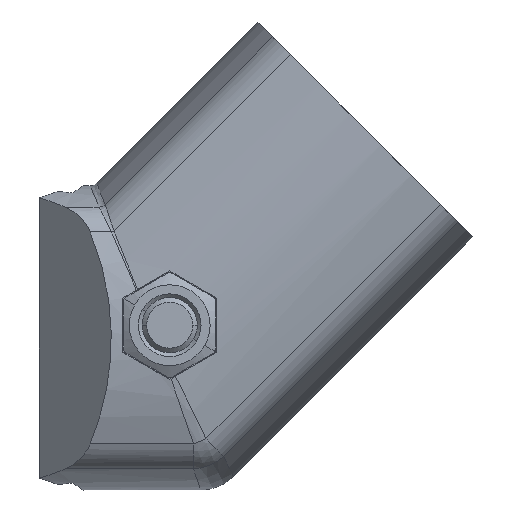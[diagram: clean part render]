
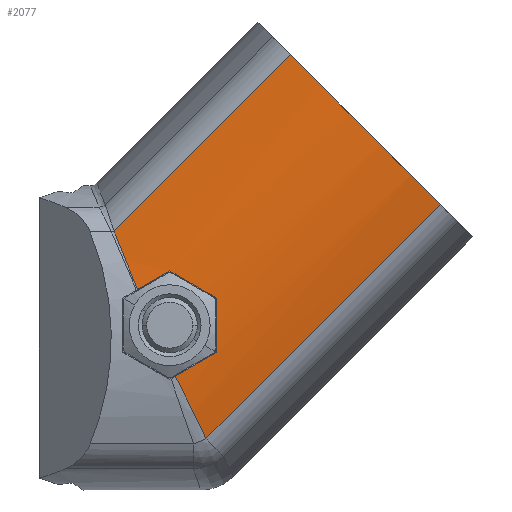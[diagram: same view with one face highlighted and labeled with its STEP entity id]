
A CAD part, front view. The second image highlights one B-rep face of the part: STEP entity #2077.
In plain terms, the highlighted cylindrical face has radius 30 mm (diameter 60 mm), a partial arc.
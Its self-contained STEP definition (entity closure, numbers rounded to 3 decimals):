
#52=ELLIPSE('',#2253,31.058,30.);
#53=ELLIPSE('',#2255,42.426,30.);
#88=B_SPLINE_CURVE_WITH_KNOTS('',3,(#3545,#3546,#3547,#3548,#3549),
 .UNSPECIFIED.,.F.,.F.,(4,1,4),(0.,2.593,5.173),
 .UNSPECIFIED.);
#89=B_SPLINE_CURVE_WITH_KNOTS('',3,(#3550,#3551,#3552,#3553,#3554,#3555),
 .UNSPECIFIED.,.F.,.F.,(4,1,1,4),(0.,2.597,5.212,
7.839),.UNSPECIFIED.);
#90=B_SPLINE_CURVE_WITH_KNOTS('',3,(#3559,#3560,#3561,#3562,#3563,#3564),
 .UNSPECIFIED.,.F.,.F.,(4,1,1,4),(0.,2.385,4.754,7.103),
 .UNSPECIFIED.);
#91=B_SPLINE_CURVE_WITH_KNOTS('',3,(#3565,#3566,#3567,#3568,#3569),
 .UNSPECIFIED.,.F.,.F.,(4,1,4),(0.,2.017,4.041),
 .UNSPECIFIED.);
#175=CYLINDRICAL_SURFACE('',#2254,30.);
#253=FACE_OUTER_BOUND('',#380,.T.);
#380=EDGE_LOOP('',(#1619,#1620,#1621,#1622,#1623,#1624,#1625,#1626,#1627));
#516=LINE('',#3423,#660);
#535=LINE('',#3557,#679);
#660=VECTOR('',#2591,35.972);
#679=VECTOR('',#2642,27.075);
#780=CIRCLE('',#2237,30.);
#904=VERTEX_POINT('',#3414);
#905=VERTEX_POINT('',#3416);
#907=VERTEX_POINT('',#3422);
#928=VERTEX_POINT('',#3536);
#929=VERTEX_POINT('',#3538);
#930=VERTEX_POINT('',#3542);
#931=VERTEX_POINT('',#3544);
#932=VERTEX_POINT('',#3556);
#933=VERTEX_POINT('',#3558);
#1148=EDGE_CURVE('',#904,#905,#780,.T.);
#1151=EDGE_CURVE('',#905,#907,#516,.T.);
#1182=EDGE_CURVE('',#928,#929,#52,.T.);
#1183=EDGE_CURVE('',#929,#930,#53,.T.);
#1184=EDGE_CURVE('',#931,#930,#88,.T.);
#1185=EDGE_CURVE('',#907,#931,#89,.T.);
#1186=EDGE_CURVE('',#904,#932,#535,.T.);
#1187=EDGE_CURVE('',#933,#932,#90,.T.);
#1188=EDGE_CURVE('',#933,#928,#91,.T.);
#1619=ORIENTED_EDGE('',*,*,#1183,.T.);
#1620=ORIENTED_EDGE('',*,*,#1184,.F.);
#1621=ORIENTED_EDGE('',*,*,#1185,.F.);
#1622=ORIENTED_EDGE('',*,*,#1151,.F.);
#1623=ORIENTED_EDGE('',*,*,#1148,.F.);
#1624=ORIENTED_EDGE('',*,*,#1186,.T.);
#1625=ORIENTED_EDGE('',*,*,#1187,.F.);
#1626=ORIENTED_EDGE('',*,*,#1188,.T.);
#1627=ORIENTED_EDGE('',*,*,#1182,.T.);
#2077=ADVANCED_FACE('',(#253),#175,.T.);
#2237=AXIS2_PLACEMENT_3D('',#3417,#2584,#2585);
#2253=AXIS2_PLACEMENT_3D('',#3540,#2636,#2637);
#2254=AXIS2_PLACEMENT_3D('',#3541,#2638,#2639);
#2255=AXIS2_PLACEMENT_3D('',#3543,#2640,#2641);
#2584=DIRECTION('center_axis',(0.707,0.,0.707));
#2585=DIRECTION('ref_axis',(-0.271,-0.924,0.271));
#2591=DIRECTION('',(-0.707,0.,-0.707));
#2636=DIRECTION('center_axis',(0.5,0.,0.866));
#2637=DIRECTION('ref_axis',(-0.866,0.,0.5));
#2638=DIRECTION('center_axis',(0.707,0.,0.707));
#2639=DIRECTION('ref_axis',(-0.707,0.,0.707));
#2640=DIRECTION('center_axis',(1.,0.,0.));
#2641=DIRECTION('ref_axis',(0.,0.,-1.));
#2642=DIRECTION('',(-0.707,0.,-0.707));
#3414=CARTESIAN_POINT('',(14.492,-14.206,30.763));
#3416=CARTESIAN_POINT('',(30.763,-14.206,14.492));
#3417=CARTESIAN_POINT('Origin',(22.627,13.5,22.627));
#3422=CARTESIAN_POINT('',(5.328,-14.206,-10.944));
#3423=CARTESIAN_POINT('',(30.763,-14.206,14.492));
#3536=CARTESIAN_POINT('',(1.39,-16.21,7.279));
#3538=CARTESIAN_POINT('',(6.49,-16.461,4.334));
#3540=CARTESIAN_POINT('Origin',(5.123,13.5,5.123));
#3541=CARTESIAN_POINT('Origin',(22.627,13.5,22.627));
#3542=CARTESIAN_POINT('',(6.49,-15.956,-1.554));
#3543=CARTESIAN_POINT('Origin',(6.49,13.5,6.49));
#3544=CARTESIAN_POINT('',(2.015,-16.183,-4.138));
#3545=CARTESIAN_POINT('Ctrl Pts',(2.015,-16.183,-4.138));
#3546=CARTESIAN_POINT('Ctrl Pts',(2.763,-16.15,-3.706));
#3547=CARTESIAN_POINT('Ctrl Pts',(4.255,-16.08,-2.845));
#3548=CARTESIAN_POINT('Ctrl Pts',(5.746,-15.999,-1.984));
#3549=CARTESIAN_POINT('Ctrl Pts',(6.49,-15.956,-1.554));
#3550=CARTESIAN_POINT('Ctrl Pts',(5.328,-14.206,-10.944));
#3551=CARTESIAN_POINT('Ctrl Pts',(4.975,-14.522,-10.22));
#3552=CARTESIAN_POINT('Ctrl Pts',(4.256,-15.093,-8.742));
#3553=CARTESIAN_POINT('Ctrl Pts',(3.148,-15.755,-6.467));
#3554=CARTESIAN_POINT('Ctrl Pts',(2.394,-16.063,-4.918));
#3555=CARTESIAN_POINT('Ctrl Pts',(2.015,-16.183,-4.138));
#3556=CARTESIAN_POINT('',(-4.654,-14.206,11.618));
#3557=CARTESIAN_POINT('',(14.492,-14.206,30.763));
#3558=CARTESIAN_POINT('',(-2.107,-16.044,5.26));
#3559=CARTESIAN_POINT('Ctrl Pts',(-2.107,-16.044,5.26));
#3560=CARTESIAN_POINT('Ctrl Pts',(-2.399,-15.917,5.988));
#3561=CARTESIAN_POINT('Ctrl Pts',(-2.977,-15.61,7.433));
#3562=CARTESIAN_POINT('Ctrl Pts',(-3.828,-14.996,9.557));
#3563=CARTESIAN_POINT('Ctrl Pts',(-4.382,-14.485,10.939));
#3564=CARTESIAN_POINT('Ctrl Pts',(-4.654,-14.206,11.618));
#3565=CARTESIAN_POINT('Ctrl Pts',(-2.107,-16.044,5.26));
#3566=CARTESIAN_POINT('Ctrl Pts',(-1.525,-16.075,5.596));
#3567=CARTESIAN_POINT('Ctrl Pts',(-0.36,-16.133,
6.269));
#3568=CARTESIAN_POINT('Ctrl Pts',(0.806,-16.185,6.942));
#3569=CARTESIAN_POINT('Ctrl Pts',(1.39,-16.21,7.279));
